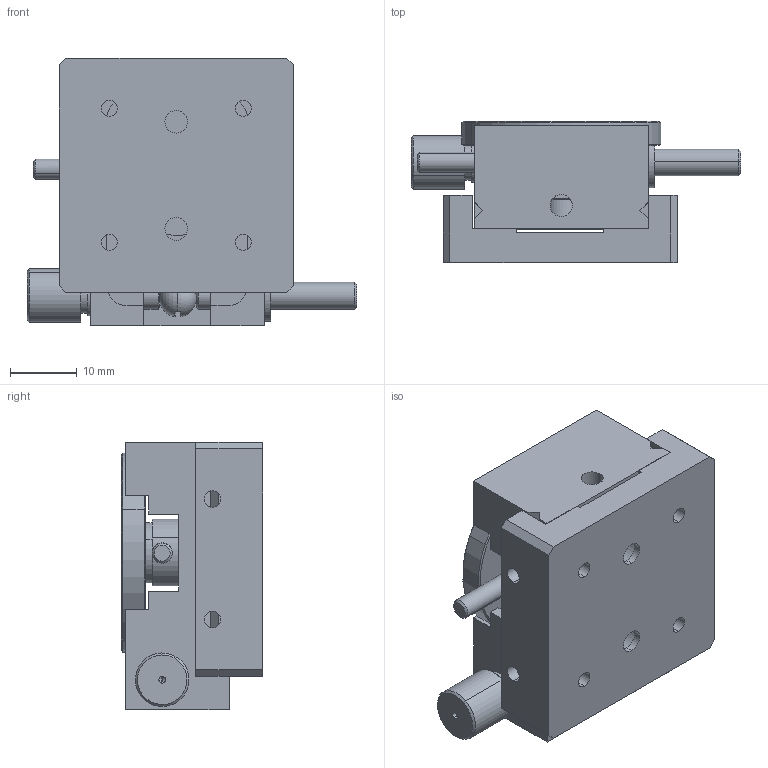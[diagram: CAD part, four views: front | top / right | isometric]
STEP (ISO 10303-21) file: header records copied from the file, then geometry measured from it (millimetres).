
FILE_DESCRIPTION (( 'STEP AP203' ), '1' );
FILE_NAME ('GCM-1103M 俋倰芞.STEP', '2016-09-07T03:15:21', ( 'Lxtx999.CoM' ), ( 'Lxtx999.CoM' ), 'SwSTEP 2.0', 'SolidWorks 2012', '' );
FILE_SCHEMA (( 'CONFIG_CONTROL_DESIGN' ));
Length unit declared in the file: millimetre
Products named in the file (10): GCM-1103M 峚雄隊; GCM-1103M 秶踡蹟裝; GCM-1103M 峚覃蹟裝; GCM-1103M 峚覃釱; GCM-1103M 俋倰芞; GCM-1103M 銅杶; GCM-1103M 峚倰揤銅簽; GCM-1103M 峚倰蛌釱; GCM-1103M 蟀諉釱; GCM-1103M 煦赫蛌怢矗
Assembly tree (9 placements, depth 2):
  GCM-1103M 俋倰芞
    GCM-1103M 蟀諉釱
    GCM-1103M 峚倰蛌釱
    GCM-1103M 煦赫蛌怢矗
    GCM-1103M 銅杶
    GCM-1103M 峚倰揤銅簽
    GCM-1103M 峚覃釱
    GCM-1103M 峚覃蹟裝
    GCM-1103M 秶踡蹟裝
    GCM-1103M 峚雄隊
Bounding box: 49.25 x 21.1 x 40 mm (x, y, z)
Volume: 17732.5 mm3; surface area: 13431.3 mm2
Topology: 9 solids, 9 shells, 219 faces, 532 edges, 338 vertices
Faces by surface type: cylinder 96, plane 85, cone 34, sphere 4
Entity records: 7515 total; most frequent: DIRECTION 1223, CARTESIAN_POINT 1087, ORIENTED_EDGE 1042, EDGE_CURVE 521, AXIS2_PLACEMENT_3D 471, VERTEX_POINT 335, VECTOR 281, LINE 281
